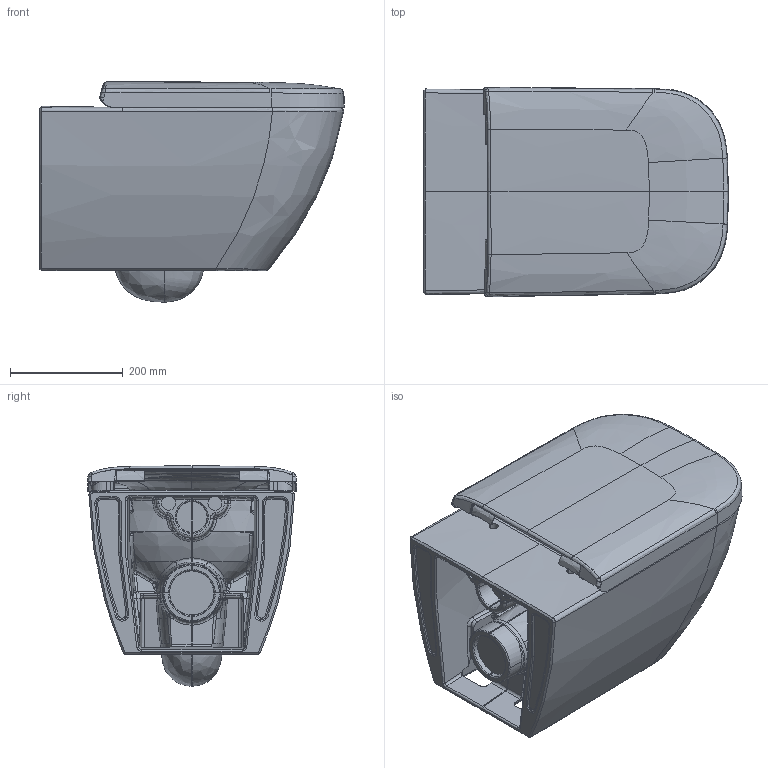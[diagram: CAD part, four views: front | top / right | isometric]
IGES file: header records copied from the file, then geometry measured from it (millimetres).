
Global section: file name: No Iges File Name specified; native system: Autodesk Inventor 2011; preprocessor: AutoDesk Inventor Iges Exporter R2011; author: Administrator; date: 20141105.162816; units: millimetre
Bounding box: 541.73 x 371.75 x 391.27 mm (x, y, z)
Volume: 22463267.8 mm3; surface area: 2151045.9 mm2
Topology: 3 solids, 3 shells, 1320 faces, 3876 edges, 2658 vertices
Faces by surface type: bspline 1014, offset 124, plane 79, revolution 76, cylinder 21, torus 3, cone 3
